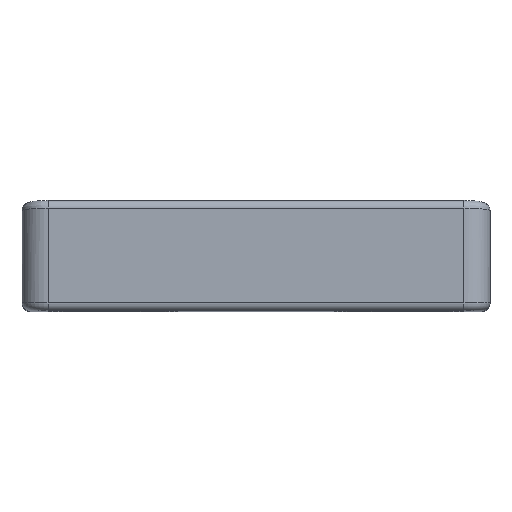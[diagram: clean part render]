
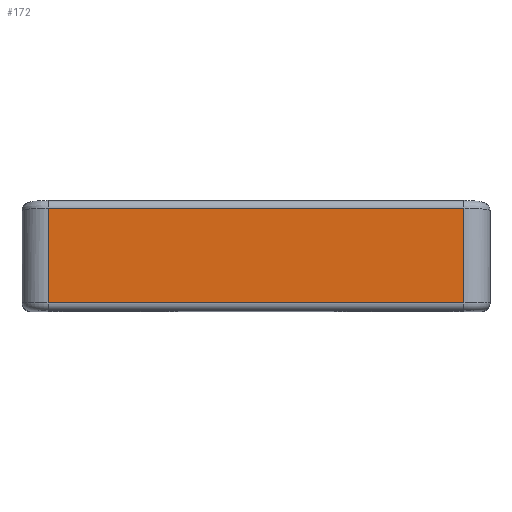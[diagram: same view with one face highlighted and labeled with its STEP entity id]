
A CAD part, top view. The second image highlights one B-rep face of the part: STEP entity #172.
In plain terms, the highlighted planar face has unit normal (0, 0, 1).
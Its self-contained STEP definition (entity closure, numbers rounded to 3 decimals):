
#89 = CARTESIAN_POINT ( 'NONE',  ( 5., 21.835, -0.67 ) ) ;
#120 = LINE ( 'NONE', #1579, #1870 ) ;
#124 = CARTESIAN_POINT ( 'NONE',  ( 89.75, 1.9, -0.67 ) ) ;
#172 = ADVANCED_FACE ( 'NONE', ( #1005 ), #1660, .F. ) ;
#350 = CARTESIAN_POINT ( 'NONE',  ( 89.75, 21.835, -0.67 ) ) ;
#397 = EDGE_CURVE ( 'NONE', #883, #1895, #795, .T. ) ;
#432 = DIRECTION ( 'NONE',  ( 0., -1., 0. ) ) ;
#479 = CARTESIAN_POINT ( 'NONE',  ( 84.75, 21.751, -0.67 ) ) ;
#485 = VECTOR ( 'NONE', #1455, 1000. ) ;
#530 = CARTESIAN_POINT ( 'NONE',  ( 84.75, 1.9, -0.67 ) ) ;
#572 = ORIENTED_EDGE ( 'NONE', *, *, #1683, .T. ) ;
#581 = EDGE_LOOP ( 'NONE', ( #572, #1316, #660, #1854 ) ) ;
#604 = DIRECTION ( 'NONE',  ( -1., 0., 0. ) ) ;
#660 = ORIENTED_EDGE ( 'NONE', *, *, #1183, .T. ) ;
#721 = VERTEX_POINT ( 'NONE', #864 ) ;
#795 = LINE ( 'NONE', #124, #485 ) ;
#864 = CARTESIAN_POINT ( 'NONE',  ( 5., 20.052, -0.67 ) ) ;
#883 = VERTEX_POINT ( 'NONE', #1121 ) ;
#953 = CARTESIAN_POINT ( 'NONE',  ( 84.75, 20.052, -0.67 ) ) ;
#1005 = FACE_OUTER_BOUND ( 'NONE', #581, .T. ) ;
#1020 = DIRECTION ( 'NONE',  ( 0., 1., 0. ) ) ;
#1121 = CARTESIAN_POINT ( 'NONE',  ( 5., 1.9, -0.67 ) ) ;
#1146 = DIRECTION ( 'NONE',  ( 0., 1., 0. ) ) ;
#1183 = EDGE_CURVE ( 'NONE', #1895, #1425, #1306, .T. ) ;
#1287 = VECTOR ( 'NONE', #432, 1000. ) ;
#1306 = LINE ( 'NONE', #479, #1574 ) ;
#1316 = ORIENTED_EDGE ( 'NONE', *, *, #397, .T. ) ;
#1425 = VERTEX_POINT ( 'NONE', #953 ) ;
#1455 = DIRECTION ( 'NONE',  ( 1., 0., 0. ) ) ;
#1517 = DIRECTION ( 'NONE',  ( 0., 0., -1. ) ) ;
#1574 = VECTOR ( 'NONE', #1146, 1000. ) ;
#1579 = CARTESIAN_POINT ( 'NONE',  ( 89.75, 20.052, -0.67 ) ) ;
#1660 = PLANE ( 'NONE',  #1930 ) ;
#1683 = EDGE_CURVE ( 'NONE', #721, #883, #1887, .T. ) ;
#1854 = ORIENTED_EDGE ( 'NONE', *, *, #2054, .T. ) ;
#1870 = VECTOR ( 'NONE', #604, 1000. ) ;
#1887 = LINE ( 'NONE', #89, #1287 ) ;
#1895 = VERTEX_POINT ( 'NONE', #530 ) ;
#1930 = AXIS2_PLACEMENT_3D ( 'NONE', #350, #1517, #1020 ) ;
#2054 = EDGE_CURVE ( 'NONE', #1425, #721, #120, .T. ) ;
